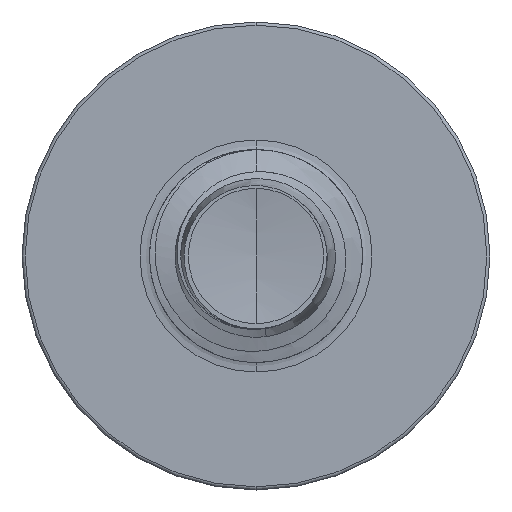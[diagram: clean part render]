
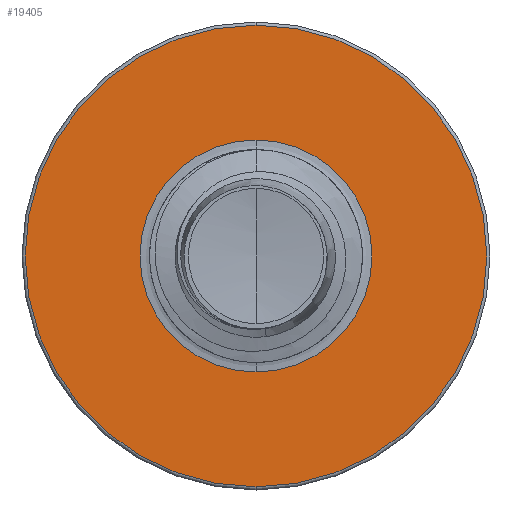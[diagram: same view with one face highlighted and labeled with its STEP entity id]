
A CAD part, front view. The second image highlights one B-rep face of the part: STEP entity #19405.
In plain terms, the highlighted planar face has unit normal (0, -1, 0).
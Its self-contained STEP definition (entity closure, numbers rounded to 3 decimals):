
#1447 = AXIS2_PLACEMENT_3D ( 'NONE', #15093, #5116, #16308 ) ;
#2300 = AXIS2_PLACEMENT_3D ( 'NONE', #4224, #6296, #16969 ) ;
#2435 = CIRCLE ( 'NONE', #11126, 1.363 ) ;
#3000 = DIRECTION ( 'NONE',  ( 0., 1., 0. ) ) ;
#3029 = ORIENTED_EDGE ( 'NONE', *, *, #18133, .F. ) ;
#3478 = DIRECTION ( 'NONE',  ( 0., 0., 1. ) ) ;
#3482 = DIRECTION ( 'NONE',  ( 0., 1., 0. ) ) ;
#3500 = CARTESIAN_POINT ( 'NONE',  ( 0., 7., 0. ) ) ;
#3825 = DIRECTION ( 'NONE',  ( 0., 0., 1. ) ) ;
#4170 = EDGE_LOOP ( 'NONE', ( #6002, #19435 ) ) ;
#4224 = CARTESIAN_POINT ( 'NONE',  ( 0., 7., -1.363 ) ) ;
#4263 = FACE_BOUND ( 'NONE', #4170, .T. ) ;
#4297 = VERTEX_POINT ( 'NONE', #9148 ) ;
#4546 = CARTESIAN_POINT ( 'NONE',  ( 0., 7., 1.363 ) ) ;
#5116 = DIRECTION ( 'NONE',  ( 0., 1., 0. ) ) ;
#5561 = VERTEX_POINT ( 'NONE', #4546 ) ;
#5654 = DIRECTION ( 'NONE',  ( 0., 0., 1. ) ) ;
#5675 = DIRECTION ( 'NONE',  ( 0., 1., 0. ) ) ;
#5700 = CARTESIAN_POINT ( 'NONE',  ( 0., 7., 0. ) ) ;
#6002 = ORIENTED_EDGE ( 'NONE', *, *, #10661, .T. ) ;
#6041 = EDGE_CURVE ( 'NONE', #16425, #5561, #14904, .T. ) ;
#6296 = DIRECTION ( 'NONE',  ( 0., 1., 0. ) ) ;
#9148 = CARTESIAN_POINT ( 'NONE',  ( 0., 7., 2.713 ) ) ;
#9844 = EDGE_LOOP ( 'NONE', ( #11520, #3029 ) ) ;
#10618 = CARTESIAN_POINT ( 'NONE',  ( 0., 7., -1.363 ) ) ;
#10661 = EDGE_CURVE ( 'NONE', #5561, #16425, #2435, .T. ) ;
#11126 = AXIS2_PLACEMENT_3D ( 'NONE', #5700, #5675, #5654 ) ;
#11392 = AXIS2_PLACEMENT_3D ( 'NONE', #3500, #3482, #3478 ) ;
#11520 = ORIENTED_EDGE ( 'NONE', *, *, #13840, .F. ) ;
#13363 = CIRCLE ( 'NONE', #1447, 2.713 ) ;
#13751 = CARTESIAN_POINT ( 'NONE',  ( 0., 7., -2.712 ) ) ;
#13840 = EDGE_CURVE ( 'NONE', #4297, #15444, #16635, .T. ) ;
#14012 = FACE_OUTER_BOUND ( 'NONE', #9844, .T. ) ;
#14325 = CARTESIAN_POINT ( 'NONE',  ( 0., 7., 0. ) ) ;
#14904 = CIRCLE ( 'NONE', #15969, 1.363 ) ;
#15093 = CARTESIAN_POINT ( 'NONE',  ( 0., 7., 0. ) ) ;
#15444 = VERTEX_POINT ( 'NONE', #13751 ) ;
#15830 = PLANE ( 'NONE',  #2300 ) ;
#15969 = AXIS2_PLACEMENT_3D ( 'NONE', #14325, #3000, #3825 ) ;
#16308 = DIRECTION ( 'NONE',  ( 0., 0., 1. ) ) ;
#16425 = VERTEX_POINT ( 'NONE', #10618 ) ;
#16635 = CIRCLE ( 'NONE', #11392, 2.713 ) ;
#16969 = DIRECTION ( 'NONE',  ( 0., 0., 1. ) ) ;
#18133 = EDGE_CURVE ( 'NONE', #15444, #4297, #13363, .T. ) ;
#19405 = ADVANCED_FACE ( 'NONE', ( #14012, #4263 ), #15830, .F. ) ;
#19435 = ORIENTED_EDGE ( 'NONE', *, *, #6041, .T. ) ;
